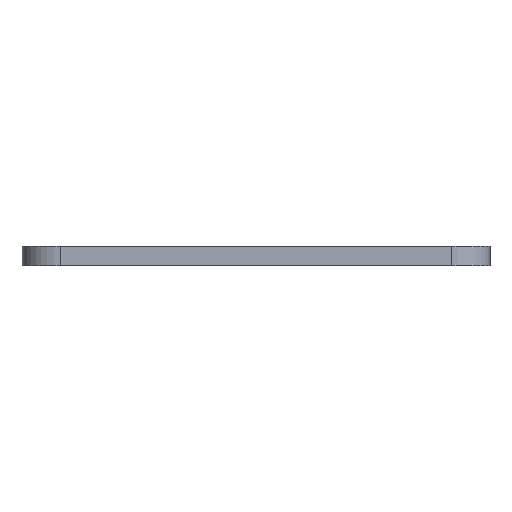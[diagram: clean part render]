
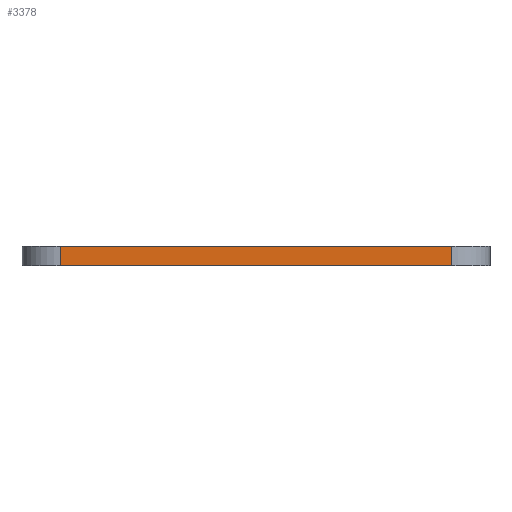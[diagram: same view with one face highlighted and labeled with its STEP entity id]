
A CAD part, left-side view. The second image highlights one B-rep face of the part: STEP entity #3378.
In plain terms, the highlighted planar face has unit normal (-1, 0, 0).
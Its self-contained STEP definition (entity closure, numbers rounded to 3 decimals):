
#84 = PLANE('',#85);
#85 = AXIS2_PLACEMENT_3D('',#86,#87,#88);
#86 = CARTESIAN_POINT('',(0.,0.,1.6));
#87 = DIRECTION('',(0.,0.,1.));
#88 = DIRECTION('',(1.,0.,-0.));
#139 = PLANE('',#140);
#140 = AXIS2_PLACEMENT_3D('',#141,#142,#143);
#141 = CARTESIAN_POINT('',(0.,0.,0.));
#142 = DIRECTION('',(0.,0.,1.));
#143 = DIRECTION('',(1.,0.,-0.));
#270 = CYLINDRICAL_SURFACE('',#271,3.175);
#271 = AXIS2_PLACEMENT_3D('',#272,#273,#274);
#272 = CARTESIAN_POINT('',(-29.845,16.193,0.));
#273 = DIRECTION('',(-0.,-0.,-1.));
#274 = DIRECTION('',(1.,0.,-0.));
#309 = VERTEX_POINT('',#310);
#310 = CARTESIAN_POINT('',(-33.02,16.193,0.));
#332 = EDGE_CURVE('',#309,#333,#335,.T.);
#333 = VERTEX_POINT('',#334);
#334 = CARTESIAN_POINT('',(-33.02,-16.193,0.));
#335 = SURFACE_CURVE('',#336,(#340,#347),.PCURVE_S1.);
#336 = LINE('',#337,#338);
#337 = CARTESIAN_POINT('',(-33.02,16.193,0.));
#338 = VECTOR('',#339,1.);
#339 = DIRECTION('',(0.,-1.,0.));
#340 = PCURVE('',#139,#341);
#341 = DEFINITIONAL_REPRESENTATION('',(#342),#346);
#342 = LINE('',#343,#344);
#343 = CARTESIAN_POINT('',(-33.02,16.193));
#344 = VECTOR('',#345,1.);
#345 = DIRECTION('',(0.,-1.));
#346 = ( GEOMETRIC_REPRESENTATION_CONTEXT(2) 
PARAMETRIC_REPRESENTATION_CONTEXT() REPRESENTATION_CONTEXT('2D SPACE',''
  ) );
#347 = PCURVE('',#348,#353);
#348 = PLANE('',#349);
#349 = AXIS2_PLACEMENT_3D('',#350,#351,#352);
#350 = CARTESIAN_POINT('',(-33.02,16.193,0.));
#351 = DIRECTION('',(1.,0.,0.));
#352 = DIRECTION('',(0.,-1.,0.));
#353 = DEFINITIONAL_REPRESENTATION('',(#354),#358);
#354 = LINE('',#355,#356);
#355 = CARTESIAN_POINT('',(0.,0.));
#356 = VECTOR('',#357,1.);
#357 = DIRECTION('',(1.,0.));
#358 = ( GEOMETRIC_REPRESENTATION_CONTEXT(2) 
PARAMETRIC_REPRESENTATION_CONTEXT() REPRESENTATION_CONTEXT('2D SPACE',''
  ) );
#377 = CYLINDRICAL_SURFACE('',#378,3.175);
#378 = AXIS2_PLACEMENT_3D('',#379,#380,#381);
#379 = CARTESIAN_POINT('',(-29.845,-16.193,0.));
#380 = DIRECTION('',(-0.,-0.,-1.));
#381 = DIRECTION('',(1.,0.,-0.));
#1934 = VERTEX_POINT('',#1935);
#1935 = CARTESIAN_POINT('',(-33.02,16.193,1.6));
#1957 = EDGE_CURVE('',#1934,#1958,#1960,.T.);
#1958 = VERTEX_POINT('',#1959);
#1959 = CARTESIAN_POINT('',(-33.02,-16.193,1.6));
#1960 = SURFACE_CURVE('',#1961,(#1965,#1972),.PCURVE_S1.);
#1961 = LINE('',#1962,#1963);
#1962 = CARTESIAN_POINT('',(-33.02,16.193,1.6));
#1963 = VECTOR('',#1964,1.);
#1964 = DIRECTION('',(0.,-1.,0.));
#1965 = PCURVE('',#84,#1966);
#1966 = DEFINITIONAL_REPRESENTATION('',(#1967),#1971);
#1967 = LINE('',#1968,#1969);
#1968 = CARTESIAN_POINT('',(-33.02,16.193));
#1969 = VECTOR('',#1970,1.);
#1970 = DIRECTION('',(0.,-1.));
#1971 = ( GEOMETRIC_REPRESENTATION_CONTEXT(2) 
PARAMETRIC_REPRESENTATION_CONTEXT() REPRESENTATION_CONTEXT('2D SPACE',''
  ) );
#1972 = PCURVE('',#348,#1973);
#1973 = DEFINITIONAL_REPRESENTATION('',(#1974),#1978);
#1974 = LINE('',#1975,#1976);
#1975 = CARTESIAN_POINT('',(0.,-1.6));
#1976 = VECTOR('',#1977,1.);
#1977 = DIRECTION('',(1.,0.));
#1978 = ( GEOMETRIC_REPRESENTATION_CONTEXT(2) 
PARAMETRIC_REPRESENTATION_CONTEXT() REPRESENTATION_CONTEXT('2D SPACE',''
  ) );
#3330 = EDGE_CURVE('',#309,#1934,#3331,.T.);
#3331 = SURFACE_CURVE('',#3332,(#3336,#3343),.PCURVE_S1.);
#3332 = LINE('',#3333,#3334);
#3333 = CARTESIAN_POINT('',(-33.02,16.193,0.));
#3334 = VECTOR('',#3335,1.);
#3335 = DIRECTION('',(0.,0.,1.));
#3336 = PCURVE('',#270,#3337);
#3337 = DEFINITIONAL_REPRESENTATION('',(#3338),#3342);
#3338 = LINE('',#3339,#3340);
#3339 = CARTESIAN_POINT('',(-3.142,0.));
#3340 = VECTOR('',#3341,1.);
#3341 = DIRECTION('',(-0.,-1.));
#3342 = ( GEOMETRIC_REPRESENTATION_CONTEXT(2) 
PARAMETRIC_REPRESENTATION_CONTEXT() REPRESENTATION_CONTEXT('2D SPACE',''
  ) );
#3343 = PCURVE('',#348,#3344);
#3344 = DEFINITIONAL_REPRESENTATION('',(#3345),#3349);
#3345 = LINE('',#3346,#3347);
#3346 = CARTESIAN_POINT('',(0.,0.));
#3347 = VECTOR('',#3348,1.);
#3348 = DIRECTION('',(0.,-1.));
#3349 = ( GEOMETRIC_REPRESENTATION_CONTEXT(2) 
PARAMETRIC_REPRESENTATION_CONTEXT() REPRESENTATION_CONTEXT('2D SPACE',''
  ) );
#3378 = ADVANCED_FACE('',(#3379),#348,.F.);
#3379 = FACE_BOUND('',#3380,.F.);
#3380 = EDGE_LOOP('',(#3381,#3382,#3383,#3404));
#3381 = ORIENTED_EDGE('',*,*,#3330,.T.);
#3382 = ORIENTED_EDGE('',*,*,#1957,.T.);
#3383 = ORIENTED_EDGE('',*,*,#3384,.F.);
#3384 = EDGE_CURVE('',#333,#1958,#3385,.T.);
#3385 = SURFACE_CURVE('',#3386,(#3390,#3397),.PCURVE_S1.);
#3386 = LINE('',#3387,#3388);
#3387 = CARTESIAN_POINT('',(-33.02,-16.193,0.));
#3388 = VECTOR('',#3389,1.);
#3389 = DIRECTION('',(0.,0.,1.));
#3390 = PCURVE('',#348,#3391);
#3391 = DEFINITIONAL_REPRESENTATION('',(#3392),#3396);
#3392 = LINE('',#3393,#3394);
#3393 = CARTESIAN_POINT('',(32.385,0.));
#3394 = VECTOR('',#3395,1.);
#3395 = DIRECTION('',(0.,-1.));
#3396 = ( GEOMETRIC_REPRESENTATION_CONTEXT(2) 
PARAMETRIC_REPRESENTATION_CONTEXT() REPRESENTATION_CONTEXT('2D SPACE',''
  ) );
#3397 = PCURVE('',#377,#3398);
#3398 = DEFINITIONAL_REPRESENTATION('',(#3399),#3403);
#3399 = LINE('',#3400,#3401);
#3400 = CARTESIAN_POINT('',(-3.142,0.));
#3401 = VECTOR('',#3402,1.);
#3402 = DIRECTION('',(-0.,-1.));
#3403 = ( GEOMETRIC_REPRESENTATION_CONTEXT(2) 
PARAMETRIC_REPRESENTATION_CONTEXT() REPRESENTATION_CONTEXT('2D SPACE',''
  ) );
#3404 = ORIENTED_EDGE('',*,*,#332,.F.);
